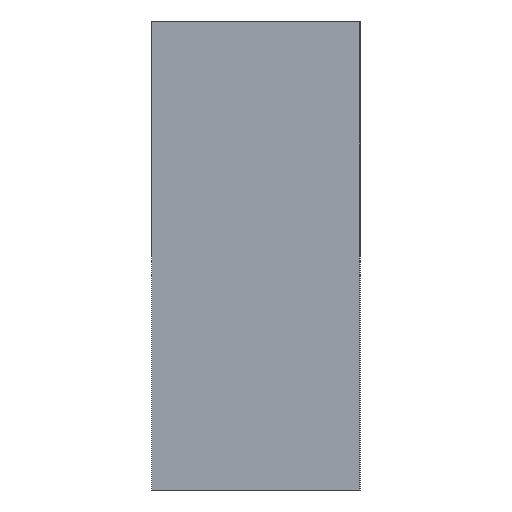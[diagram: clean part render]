
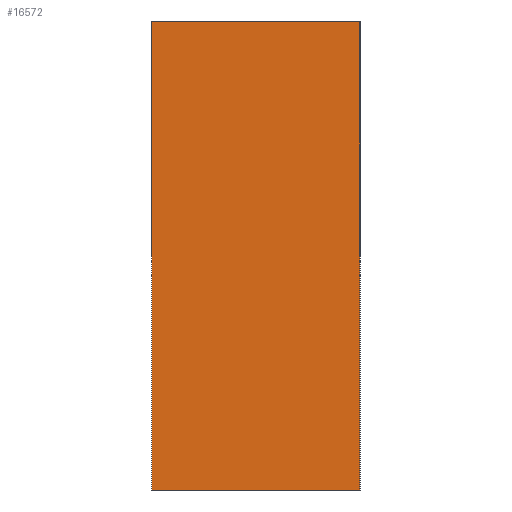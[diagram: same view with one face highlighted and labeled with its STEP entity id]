
A CAD part, left-side view. The second image highlights one B-rep face of the part: STEP entity #16572.
In plain terms, the highlighted planar face has unit normal (-1, 0, 0).
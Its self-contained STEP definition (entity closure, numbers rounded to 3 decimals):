
#1709=FACE_OUTER_BOUND('',#2705,.T.);
#2705=EDGE_LOOP('',(#13363,#13364,#13365,#13366));
#4099=LINE('',#26849,#5840);
#4168=LINE('',#27181,#5909);
#4173=LINE('',#27192,#5914);
#4177=LINE('',#27206,#5918);
#5840=VECTOR('',#19614,10.);
#5909=VECTOR('',#19841,10.);
#5914=VECTOR('',#19852,10.);
#5918=VECTOR('',#19870,10.);
#7486=VERTEX_POINT('',#26846);
#7487=VERTEX_POINT('',#26848);
#7550=VERTEX_POINT('',#27178);
#7551=VERTEX_POINT('',#27180);
#9455=EDGE_CURVE('',#7486,#7487,#4099,.T.);
#9564=EDGE_CURVE('',#7551,#7550,#4168,.T.);
#9570=EDGE_CURVE('',#7487,#7550,#4173,.T.);
#9577=EDGE_CURVE('',#7551,#7486,#4177,.T.);
#13363=ORIENTED_EDGE('',*,*,#9577,.F.);
#13364=ORIENTED_EDGE('',*,*,#9564,.T.);
#13365=ORIENTED_EDGE('',*,*,#9570,.F.);
#13366=ORIENTED_EDGE('',*,*,#9455,.F.);
#15831=PLANE('',#17449);
#16572=ADVANCED_FACE('',(#1709),#15831,.T.);
#17449=AXIS2_PLACEMENT_3D('',#27205,#19868,#19869);
#19614=DIRECTION('',(0.,0.,1.));
#19841=DIRECTION('',(0.,0.,1.));
#19852=DIRECTION('',(0.,-1.,0.));
#19868=DIRECTION('center_axis',(-1.,0.,0.));
#19869=DIRECTION('ref_axis',(0.,-1.,0.));
#19870=DIRECTION('',(0.,1.,0.));
#26846=CARTESIAN_POINT('',(-291.,10.,0.));
#26848=CARTESIAN_POINT('',(-291.,10.,45.));
#26849=CARTESIAN_POINT('',(-291.,10.,0.));
#27178=CARTESIAN_POINT('',(-291.,-10.,45.));
#27180=CARTESIAN_POINT('',(-291.,-10.,0.));
#27181=CARTESIAN_POINT('',(-291.,-10.,0.));
#27192=CARTESIAN_POINT('',(-291.,-10.,45.));
#27205=CARTESIAN_POINT('Origin',(-291.,10.,0.));
#27206=CARTESIAN_POINT('',(-291.,-10.,0.));
